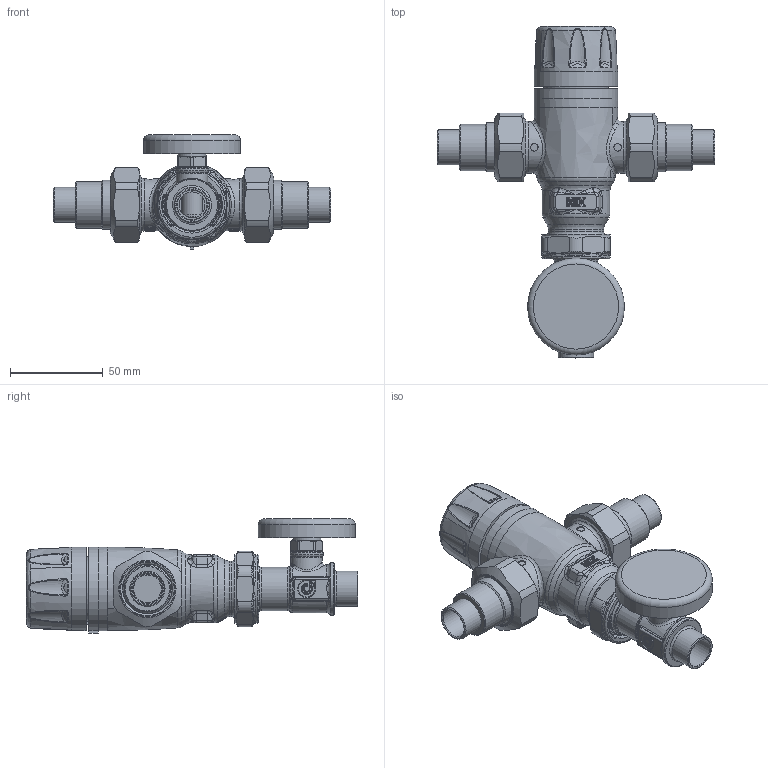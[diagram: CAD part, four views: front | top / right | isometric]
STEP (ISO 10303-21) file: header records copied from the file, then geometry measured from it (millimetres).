
FILE_DESCRIPTION(/* description */ (''),/* implementation_level */ '2;1');
FILE_NAME(/* name */ '521419AC.stp',/* time_stamp */ '2025-06-24T09:57:57-05:00',/* author */ ('ischreiner'),/* organization */ (''),/* preprocessor_version */ 'ST-DEVELOPER v20',/* originating_system */ 'Autodesk Inventor 2024',/* authorisation */ '');
FILE_SCHEMA (('AUTOMOTIVE_DESIGN { 1 0 10303 214 3 1 1 }'));
Products named in the file (8): 521419AC; 521101A; F0015056 TP 0.5 SWT for check; F61008 - 1 inch union nut; F0000698 1 inch slip nut; NA10319; NA11031 Temp Gauge; F0002386 drywell tin plated
Assembly tree (9 placements, depth 2):
  521419AC
    521101A
    F0015056 TP 0.5 SWT for check  x2
    F61008 - 1 inch union nut  x2
    F0000698 1 inch slip nut
    NA10319
    NA11031 Temp Gauge
    F0002386 drywell tin plated
Bounding box: 150 x 179.25 x 61.9 mm (x, y, z)
Volume: 258348.1 mm3; surface area: 66708.4 mm2
Topology: 9 solids, 9 shells, 1757 faces, 4050 edges, 2207 vertices
Faces by surface type: bspline 639, cylinder 541, plane 279, cone 109, sphere 106, torus 83
Full cylindrical faces by diameter (mm): 2 x1, 4 x2, 8 x1, 9 x1, 9.017 x1, 10.008 x1, 11.176 x1, 11.227 x1, 11.43 x1, 11.5 x1, 12.954 x1, 13.5 x1, 13.6 x1, 14 x1, 15 x2, 15.24 x1, 15.875 x1, 16 x3, 17 x1, 18 x1, 19 x4, 20.1 x4, 20.6 x4, 22 x2, 23.5 x1, 24 x1, 25 x2, 26.5 x2, 26.924 x2, 27.7 x1
Entity records: 109340 total; most frequent: CARTESIAN_POINT 72983, ORIENTED_EDGE 7568, DIRECTION 6864, EDGE_CURVE 3784, AXIS2_PLACEMENT_3D 2881, VERTEX_POINT 2139, EDGE_LOOP 1767, FACE_OUTER_BOUND 1708
